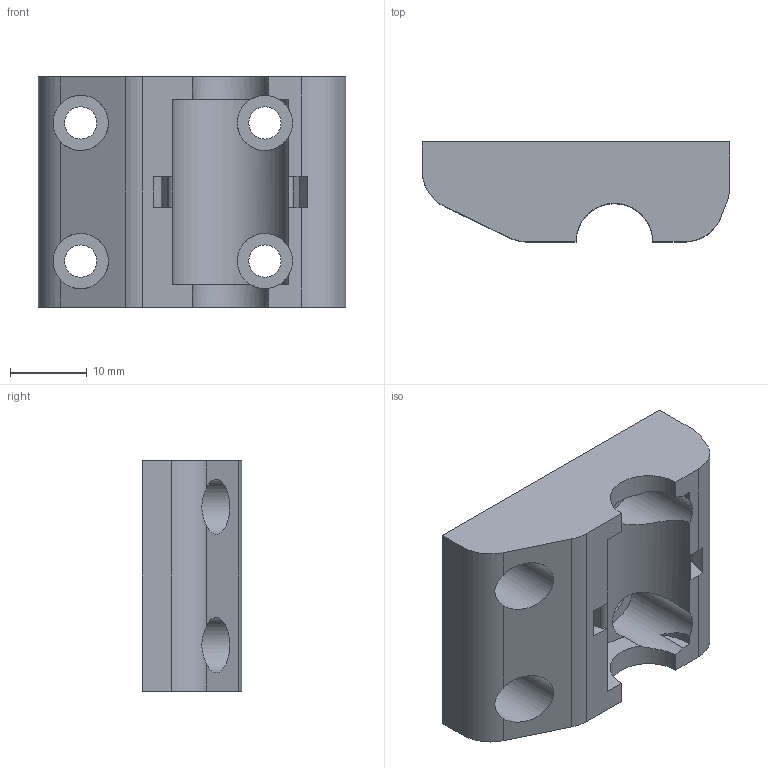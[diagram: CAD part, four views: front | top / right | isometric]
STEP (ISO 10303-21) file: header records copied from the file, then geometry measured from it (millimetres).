
FILE_DESCRIPTION(/* description */ (''),/* implementation_level */ '2;1');
FILE_NAME(/* name */ 'y_bearing_holder.step',/* time_stamp */ '2022-06-08T09:15:09+02:00',/* author */ (''),/* organization */ (''),/* preprocessor_version */ 'ST-DEVELOPER v18.1',/* originating_system */ 'Autodesk Translation Framework v10.14.0.1471',/* authorisation */ '');
FILE_SCHEMA (('AUTOMOTIVE_DESIGN { 1 0 10303 214 3 1 1 }'));
Length unit declared in the file: millimetre
Products named in the file (1): y_bearing_holder
Bounding box: 40 x 13 x 30 mm (x, y, z)
Volume: 10232.9 mm3; surface area: 5041 mm2
Topology: 1 solids, 1 shells, 58 faces, 173 edges, 114 vertices
Faces by surface type: cylinder 29, plane 29
Full cylindrical faces by diameter (mm): 4.2 x4, 7.2 x4
Entity records: 2108 total; most frequent: CARTESIAN_POINT 444, DIRECTION 347, ORIENTED_EDGE 346, EDGE_CURVE 173, AXIS2_PLACEMENT_3D 123, VERTEX_POINT 114, LINE 101, VECTOR 101
